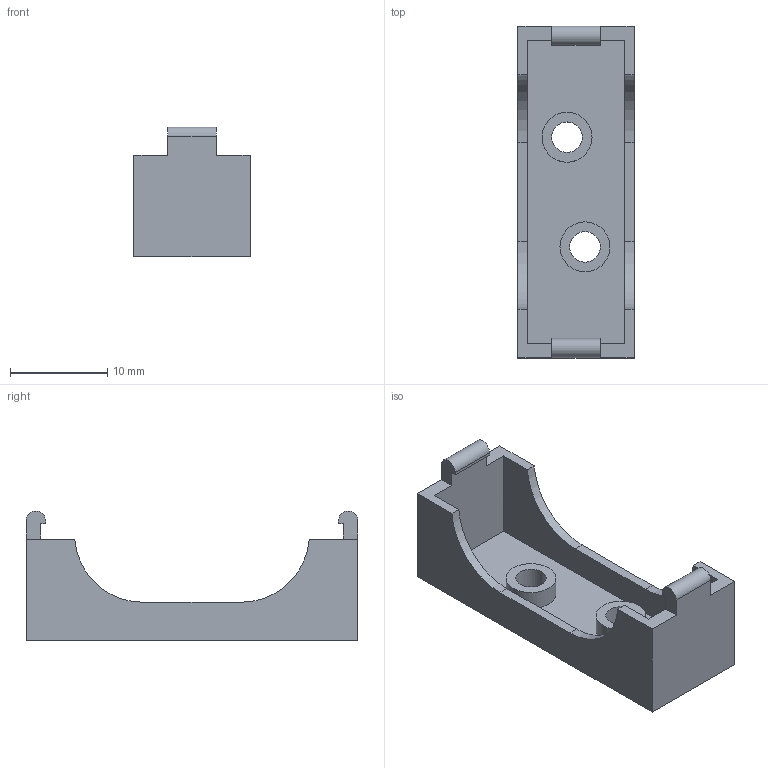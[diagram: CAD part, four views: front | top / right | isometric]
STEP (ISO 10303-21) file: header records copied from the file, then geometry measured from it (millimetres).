
FILE_DESCRIPTION(/* description */ ('STEP AP242','CAx-IF Rec.Pracs.---Representation and Presentation of Product Manufacturing Information (PMI)---4.0---2014-10-13','CAx-IF Rec.Pracs.---3D Tessellated Geometry---0.4---2014-09-14','2;1'),/* implementation_level */ '2;1');
FILE_NAME(/* name */ '68ad80d5a62df941111964cf',/* time_stamp */ '2025-08-26T09:39:34Z',/* author */ (''),/* organization */ (''),/* preprocessor_version */ 'ST-DEVELOPER v20',/* originating_system */ 'ONSHAPE BY PTC INC, 1.202',/* authorisation */ ' ');
FILE_SCHEMA (('AP242_MANAGED_MODEL_BASED_3D_ENGINEERING_MIM_LF { 1 0 10303 442 1 1 4 }'));
Length unit declared in the file: metre
Products named in the file (1): colon
Bounding box: 12 x 34.2 x 13.4 mm (x, y, z)
Volume: 1154.9 mm3; surface area: 2213.4 mm2
Topology: 1 solids, 1 shells, 36 faces, 96 edges, 64 vertices
Faces by surface type: plane 26, cylinder 10
Full cylindrical faces by diameter (mm): 3.15 x2, 5.15 x2
Entity records: 1130 total; most frequent: CARTESIAN_POINT 193, DIRECTION 186, ORIENTED_EDGE 184, EDGE_CURVE 92, LINE 72, VECTOR 72, VERTEX_POINT 64, AXIS2_PLACEMENT_3D 57
